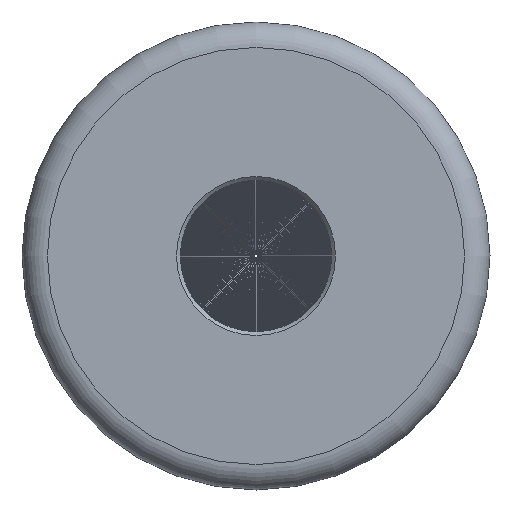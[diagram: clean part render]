
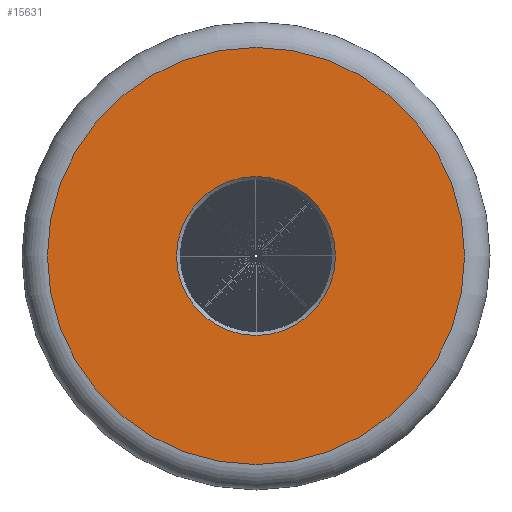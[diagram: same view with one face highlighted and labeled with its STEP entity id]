
A CAD part, left-side view. The second image highlights one B-rep face of the part: STEP entity #15631.
In plain terms, the highlighted planar face has unit normal (-1, 0, 0).
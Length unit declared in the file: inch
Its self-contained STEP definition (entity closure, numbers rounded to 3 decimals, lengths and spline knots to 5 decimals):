
#1211=FACE_BOUND('',#4816,.T.);
#1214=PLANE('',#16863);
#3613=FACE_OUTER_BOUND('',#4815,.T.);
#4815=EDGE_LOOP('',(#10841));
#4816=EDGE_LOOP('',(#10842));
#6021=CIRCLE('',#16861,0.06457);
#6023=CIRCLE('',#16864,0.02461);
#7225=VERTEX_POINT('',#25285);
#7226=VERTEX_POINT('',#25289);
#8430=EDGE_CURVE('',#7225,#7225,#6021,.T.);
#8432=EDGE_CURVE('',#7226,#7226,#6023,.T.);
#10841=ORIENTED_EDGE('',*,*,#8430,.F.);
#10842=ORIENTED_EDGE('',*,*,#8432,.T.);
#15631=ADVANCED_FACE('',(#3613,#1211),#1214,.T.);
#16861=AXIS2_PLACEMENT_3D('',#25286,#19281,#19282);
#16863=AXIS2_PLACEMENT_3D('',#25288,#19285,#19286);
#16864=AXIS2_PLACEMENT_3D('',#25290,#19287,#19288);
#19281=DIRECTION('center_axis',(1.,0.,0.));
#19282=DIRECTION('ref_axis',(0.,-1.,0.));
#19285=DIRECTION('center_axis',(-1.,0.,0.));
#19286=DIRECTION('ref_axis',(0.,0.,1.));
#19287=DIRECTION('center_axis',(1.,0.,0.));
#19288=DIRECTION('ref_axis',(0.,1.,0.));
#25285=CARTESIAN_POINT('',(0.,0.,-0.06457));
#25286=CARTESIAN_POINT('Origin',(0.,0.,0.));
#25288=CARTESIAN_POINT('Origin',(0.,0.02347,0.));
#25289=CARTESIAN_POINT('',(0.,-0.02461,0.));
#25290=CARTESIAN_POINT('Origin',(0.,0.,
0.));
